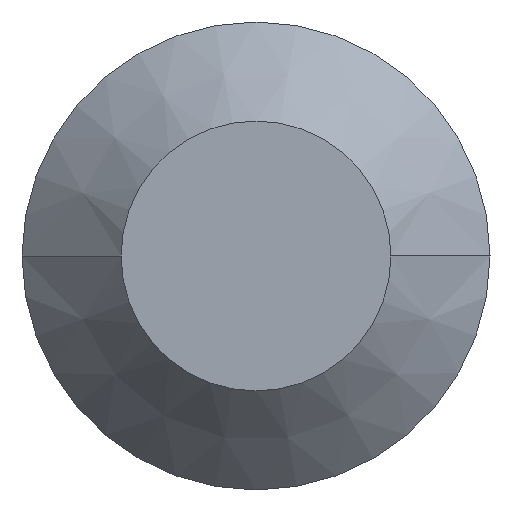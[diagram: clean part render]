
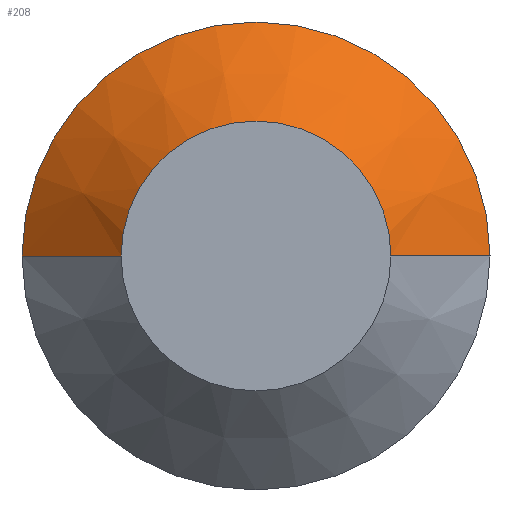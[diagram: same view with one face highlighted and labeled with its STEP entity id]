
A CAD part, left-side view. The second image highlights one B-rep face of the part: STEP entity #208.
In plain terms, the highlighted conical face has half-angle 45 degrees and reference radius 1.5 mm.
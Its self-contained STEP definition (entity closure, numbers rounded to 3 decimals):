
#7 = EDGE_CURVE ( 'NONE', #215, #303, #403, .T. ) ;
#14 = VECTOR ( 'NONE', #271, 1000. ) ;
#34 = EDGE_CURVE ( 'NONE', #132, #215, #102, .T. ) ;
#43 = LINE ( 'NONE', #382, #91 ) ;
#63 = CARTESIAN_POINT ( 'NONE',  ( 0.635, 0., 0. ) ) ;
#73 = CARTESIAN_POINT ( 'NONE',  ( 0.635, 0., 0. ) ) ;
#81 = EDGE_CURVE ( 'NONE', #132, #128, #43, .T. ) ;
#91 = VECTOR ( 'NONE', #278, 1000. ) ;
#102 = CIRCLE ( 'NONE', #341, 0.865 ) ;
#103 = EDGE_LOOP ( 'NONE', ( #398, #391, #254, #125 ) ) ;
#105 = DIRECTION ( 'NONE',  ( 1., 0., 0. ) ) ;
#114 = CARTESIAN_POINT ( 'NONE',  ( 0., 0., 0. ) ) ;
#125 = ORIENTED_EDGE ( 'NONE', *, *, #81, .F. ) ;
#128 = VERTEX_POINT ( 'NONE', #221 ) ;
#132 = VERTEX_POINT ( 'NONE', #220 ) ;
#137 = FACE_OUTER_BOUND ( 'NONE', #103, .T. ) ;
#140 = CIRCLE ( 'NONE', #236, 1.5 ) ;
#150 = DIRECTION ( 'NONE',  ( 1., 0., 0. ) ) ;
#208 = ADVANCED_FACE ( 'NONE', ( #137 ), #336, .T. ) ;
#215 = VERTEX_POINT ( 'NONE', #284 ) ;
#220 = CARTESIAN_POINT ( 'NONE',  ( 0., 0.865, 0. ) ) ;
#221 = CARTESIAN_POINT ( 'NONE',  ( 0.635, 1.5, 0. ) ) ;
#226 = DIRECTION ( 'NONE',  ( 0., 1., 0. ) ) ;
#236 = AXIS2_PLACEMENT_3D ( 'NONE', #73, #105, #299 ) ;
#254 = ORIENTED_EDGE ( 'NONE', *, *, #311, .F. ) ;
#271 = DIRECTION ( 'NONE',  ( 0.707, -0.707, 0. ) ) ;
#278 = DIRECTION ( 'NONE',  ( 0.707, 0.707, 0. ) ) ;
#284 = CARTESIAN_POINT ( 'NONE',  ( 0., -0.865, 0. ) ) ;
#287 = DIRECTION ( 'NONE',  ( 1., 0., 0. ) ) ;
#299 = DIRECTION ( 'NONE',  ( 0., 1., 0. ) ) ;
#303 = VERTEX_POINT ( 'NONE', #392 ) ;
#308 = AXIS2_PLACEMENT_3D ( 'NONE', #63, #287, #226 ) ;
#311 = EDGE_CURVE ( 'NONE', #128, #303, #140, .T. ) ;
#336 = CONICAL_SURFACE ( 'NONE', #308, 1.5, 0.785 ) ;
#340 = CARTESIAN_POINT ( 'NONE',  ( 0.635, -1.5, 0. ) ) ;
#341 = AXIS2_PLACEMENT_3D ( 'NONE', #114, #150, #411 ) ;
#382 = CARTESIAN_POINT ( 'NONE',  ( 0.635, 1.5, 0. ) ) ;
#391 = ORIENTED_EDGE ( 'NONE', *, *, #7, .T. ) ;
#392 = CARTESIAN_POINT ( 'NONE',  ( 0.635, -1.5, 0. ) ) ;
#398 = ORIENTED_EDGE ( 'NONE', *, *, #34, .T. ) ;
#403 = LINE ( 'NONE', #340, #14 ) ;
#411 = DIRECTION ( 'NONE',  ( 0., 1., 0. ) ) ;
